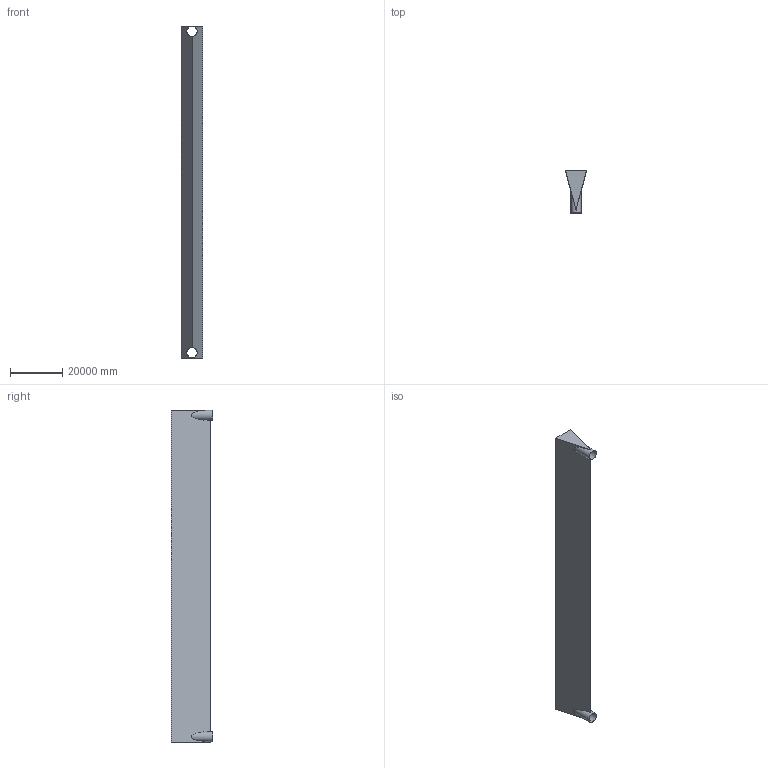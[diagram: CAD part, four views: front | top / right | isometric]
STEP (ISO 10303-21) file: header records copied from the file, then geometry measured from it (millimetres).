
FILE_DESCRIPTION(('Open CASCADE Model'),'2;1');
FILE_NAME('Open CASCADE Shape Model','2020-04-04T00:17:11',('Author'),( 'Open CASCADE'),'Open CASCADE STEP processor 7.3','Open CASCADE 7.3' ,'Unknown');
FILE_SCHEMA(('AUTOMOTIVE_DESIGN { 1 0 10303 214 1 1 1 1 }'));
Length unit declared in the file: metre
Products named in the file (7): Open CASCADE STEP translator 7.3 1; Open CASCADE STEP translator 7.3 1.1; Open CASCADE STEP translator 7.3 1.2; Open CASCADE STEP translator 7.3 1.3; Open CASCADE STEP translator 7.3 1.4; Open CASCADE STEP translator 7.3 1.5; Open CASCADE STEP translator 7.3 1.6
Assembly tree (6 placements, depth 2):
  Open CASCADE STEP translator 7.3 1
    Open CASCADE STEP translator 7.3 1.1
    Open CASCADE STEP translator 7.3 1.2
    Open CASCADE STEP translator 7.3 1.3
    Open CASCADE STEP translator 7.3 1.4
    Open CASCADE STEP translator 7.3 1.5
    Open CASCADE STEP translator 7.3 1.6
Bounding box: 8040 x 16000 x 127000 mm (x, y, z)
Surface area: 4110769601.4 mm2 (no closed solid volume)
Topology: 0 solids, 6 shells, 6 faces, 30 edges, 28 vertices
Faces by surface type: plane 4, cylinder 2
Full cylindrical faces by diameter (mm): 3900 x2
Entity records: 554 total; most frequent: CARTESIAN_POINT 137, DIRECTION 66, ORIENTED_EDGE 32, PCURVE 23, DEFINITIONAL_REPRESENTATION 23, LINE 22, VECTOR 22, AXIS2_PLACEMENT_3D 21
